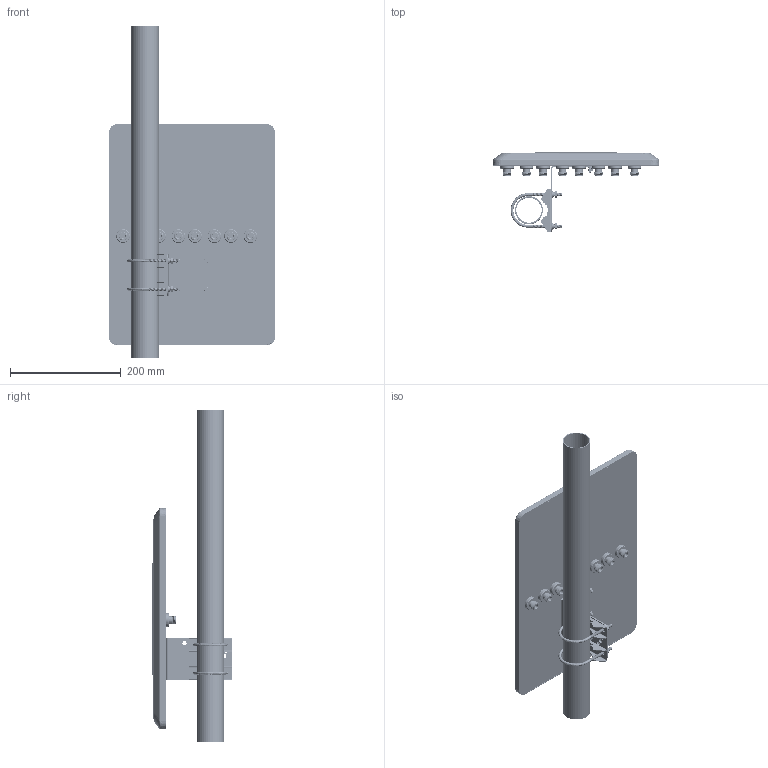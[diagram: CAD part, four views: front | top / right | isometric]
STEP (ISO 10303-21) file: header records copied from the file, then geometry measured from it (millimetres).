
FILE_DESCRIPTION (( 'STEP AP214' ), '1' );
FILE_NAME ('FM51FP1017_3D.step', '2023-03-09T19:13:56', ( '' ), ( '' ), 'SwSTEP 2.0', 'SolidWorks 2022', '' );
FILE_SCHEMA (( 'AUTOMOTIVE_DESIGN' ));
Length unit declared in the file: inch
Products named in the file (51): M6_1; M5-3; M5_H3_8-3; M6_2; M5_H3_8-1; M6_3; PINGJIE_M6_2; N-KF-4_5; FM51FP1017_3D; M5X15WAIYA_ASM_1; JM-001_L_JIAMA; ILS-100-03_FLAT; M5X15WAIYA_ASM_2; JM-001_U_GAN_M6_D50XL93_1; M5_H3_8-2; PINGJIE_M5; JM-001_U_GAN_M6_D50XL93; ANT4964S16-WAIZHAO; M5X15WAIYA_ASM; M6_H4_2; JM-001-U_CAO; PINGJIE_M6_1; N-KF-4_2; PINGJIE_M5-2; N-KF-4_6; M5_H3_8; PINGJIE_M5-1; M6_H4_2_2; JM-001-U_CAO_1; N-KF-4_4; M5X15-3; PINGJIE_M6_3; N-KF-4; M6; M5; N-KF-4_1; LIZHU_D50; M5X15-2; M6_H4_2_3; M5-1 ...
Assembly tree (50 placements, depth 3):
  FM51FP1017_3D
    00-MHE0001
      JM-001-U_CAO
      JM-001-U_CAO_1
      JM-001_L_JIAMA
      JM-001_U_GAN_M6_D50XL93
      JM-001_U_GAN_M6_D50XL93_1
      LIZHU_D50
      M6
      M6_1
      M6_2
      M6_3
      M6_H4_2
      M6_H4_2_1
      M6_H4_2_2
      M6_H4_2_3
      PINGJIE_M6
      PINGJIE_M6_1
      PINGJIE_M6_2
      PINGJIE_M6_3
    ANT4964S16-WAIZHAO
    ANT4964S16_DIBAN
    M5X15WAIYA_ASM
      M5
      M5X15
      M5_H3_8
      PINGJIE_M5
    M5X15WAIYA_ASM_1
      M5-1
      M5X15-1
      M5_H3_8-1
      PINGJIE_M5-1
    M5X15WAIYA_ASM_2
      M5-2
      M5X15-2
      M5_H3_8-2
      PINGJIE_M5-2
    M5X15WAIYA_ASM_3
      M5-3
      M5X15-3
      M5_H3_8-3
      PINGJIE_M5-3
    N-KF-4
    N-KF-4_1
    N-KF-4_2
    N-KF-4_3
    N-KF-4_4
    N-KF-4_5
    N-KF-4_6
    N-KF-4_7
    ILS-100-03_FLAT
Bounding box: 300 x 145 x 600 mm (x, y, z)
Volume: 917496.9 mm3; surface area: 796146.1 mm2
Topology: 41 solids, 49 shells, 2241 faces, 7165 edges, 5109 vertices
Faces by surface type: cylinder 1064, plane 635, bspline 402, cone 140
Entity records: 224537 total; most frequent: CARTESIAN_POINT 164636, ORIENTED_EDGE 14298, DIRECTION 7387, EDGE_CURVE 7157, VERTEX_POINT 5109, B_SPLINE_CURVE_WITH_KNOTS 4239, AXIS2_PLACEMENT_3D 2603, EDGE_LOOP 2436
